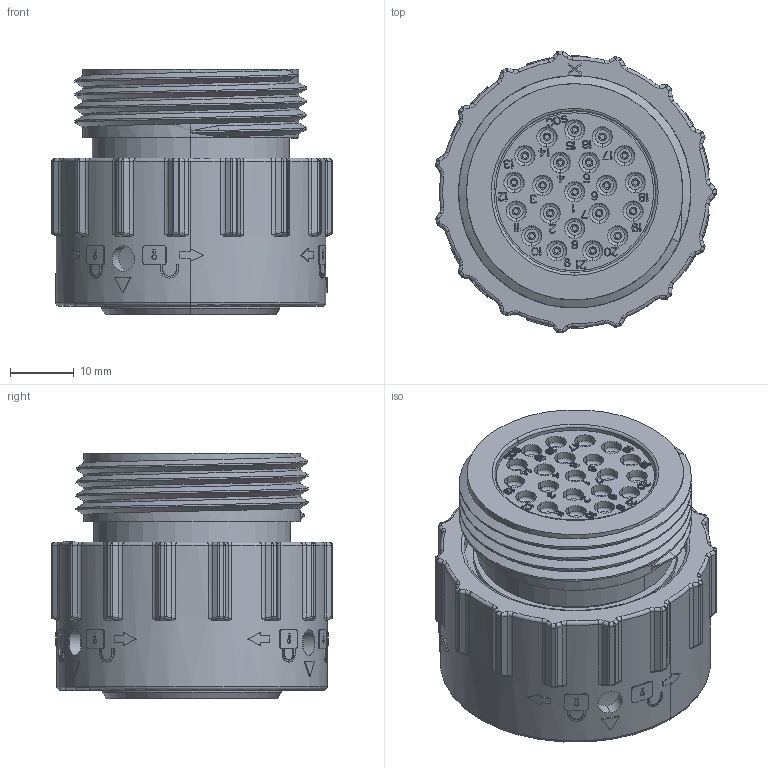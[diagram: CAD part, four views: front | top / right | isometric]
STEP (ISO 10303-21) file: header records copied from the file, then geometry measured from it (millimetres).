
FILE_DESCRIPTION((''),'2;1');
FILE_NAME('C-AHDP06-18-21SN-WTA_3D','2018-07-07T',('Jony.xie'),(''),'PRO/ENGINEER BY PARAMETRIC TECHNOLOGY CORPORATION, 2013230','PRO/ENGINEER BY PARAMETRIC TECHNOLOGY CORPORATION, 2013230','');
FILE_SCHEMA(('CONFIG_CONTROL_DESIGN'));
Products named in the file (1): C-AHDP06-18-21SN-WTA_3D
Bounding box: 43.99 x 44.22 x 38.5 mm (x, y, z)
Volume: 40447.2 mm3; surface area: 14351.8 mm2
Topology: 1 solids, 1 shells, 2978 faces, 8180 edges, 5370 vertices
Faces by surface type: plane 2285, cylinder 283, torus 197, bspline 118, cone 63, sphere 30, extrusion 2
Entity records: 101572 total; most frequent: CARTESIAN_POINT 26068, ORIENTED_EDGE 16300, DIRECTION 14621, EDGE_CURVE 8150, VECTOR 6621, LINE 6619, VERTEX_POINT 5370, AXIS2_PLACEMENT_3D 4000
